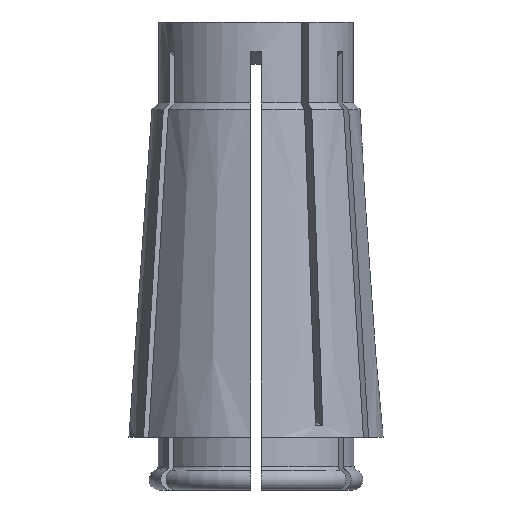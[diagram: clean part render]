
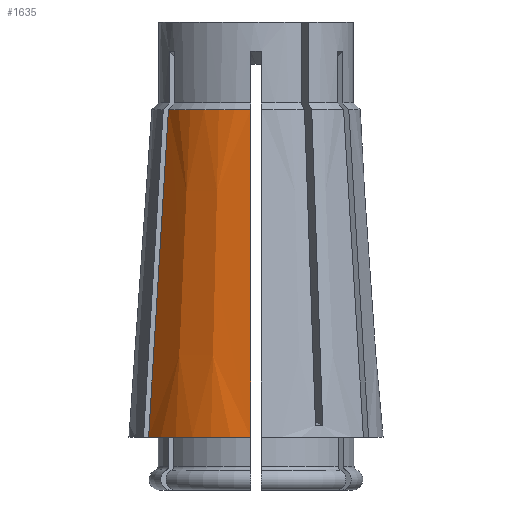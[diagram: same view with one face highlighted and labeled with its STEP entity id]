
A CAD part, front view. The second image highlights one B-rep face of the part: STEP entity #1635.
In plain terms, the highlighted conical face has half-angle 4 degrees and reference radius 12.25 mm.
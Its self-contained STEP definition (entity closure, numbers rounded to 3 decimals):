
#101 = CARTESIAN_POINT ( 'NONE',  ( -0.5, -11.951, -35.877 ) ) ;
#114 = CARTESIAN_POINT ( 'NONE',  ( -0.5, -10.39, -13.568 ) ) ;
#141 = DIRECTION ( 'NONE',  ( -1., 0., 0. ) ) ;
#379 = CIRCLE ( 'NONE', #1344, 12.25 ) ;
#393 = DIRECTION ( 'NONE',  ( 0., 0., 1. ) ) ;
#395 = VERTEX_POINT ( 'NONE', #3341 ) ;
#461 = CARTESIAN_POINT ( 'NONE',  ( -0.5, -10.151, -10.152 ) ) ;
#472 = VERTEX_POINT ( 'NONE', #1887 ) ;
#537 = B_SPLINE_CURVE_WITH_KNOTS ( 'NONE', 3,
 ( #1260, #732, #3039, #101, #2455, #3649, #114, #2159, #461, #764 ),
 .UNSPECIFIED., .F., .F.,
 ( 4, 3, 3, 4 ),
 ( 0.018, 0.022, 0.045, 0.05 ),
 .UNSPECIFIED. ) ;
#590 = CARTESIAN_POINT ( 'NONE',  ( -8.613, -5.55, -11.347 ) ) ;
#593 = DIRECTION ( 'NONE',  ( 1., 0., 0. ) ) ;
#650 = AXIS2_PLACEMENT_3D ( 'NONE', #1026, #3047, #141 ) ;
#698 = ORIENTED_EDGE ( 'NONE', *, *, #2892, .F. ) ;
#708 = EDGE_LOOP ( 'NONE', ( #698, #2711, #1786, #1171 ) ) ;
#732 = CARTESIAN_POINT ( 'NONE',  ( -0.5, -12.144, -38.626 ) ) ;
#764 = CARTESIAN_POINT ( 'NONE',  ( -0.5, -10.031, -8.444 ) ) ;
#888 = CARTESIAN_POINT ( 'NONE',  ( 0., 0., -8.444 ) ) ;
#969 = CARTESIAN_POINT ( 'NONE',  ( 0., 0., -40. ) ) ;
#1026 = CARTESIAN_POINT ( 'NONE',  ( 0., 0., -40. ) ) ;
#1069 = FACE_OUTER_BOUND ( 'NONE', #708, .T. ) ;
#1135 = CARTESIAN_POINT ( 'NONE',  ( -9.427, -6.02, -24.769 ) ) ;
#1171 = ORIENTED_EDGE ( 'NONE', *, *, #3758, .F. ) ;
#1235 = CARTESIAN_POINT ( 'NONE',  ( -0.5, -10.031, -8.444 ) ) ;
#1260 = CARTESIAN_POINT ( 'NONE',  ( -0.5, -12.24, -40. ) ) ;
#1344 = AXIS2_PLACEMENT_3D ( 'NONE', #969, #393, #2443 ) ;
#1432 = CARTESIAN_POINT ( 'NONE',  ( -8.789, -5.652, -14.25 ) ) ;
#1635 = ADVANCED_FACE ( 'NONE', ( #1069 ), #2257, .T. ) ;
#1786 = ORIENTED_EDGE ( 'NONE', *, *, #3168, .T. ) ;
#1880 = B_SPLINE_CURVE_WITH_KNOTS ( 'NONE', 3,
 ( #3217, #2649, #1135, #3205, #1432, #590, #3536 ),
 .UNSPECIFIED., .F., .F.,
 ( 4, 3, 4 ),
 ( 0., 0.023, 0.032 ),
 .UNSPECIFIED. ) ;
#1887 = CARTESIAN_POINT ( 'NONE',  ( -8.437, -5.449, -8.444 ) ) ;
#1983 = VERTEX_POINT ( 'NONE', #3310 ) ;
#2137 = CIRCLE ( 'NONE', #3577, 10.044 ) ;
#2159 = CARTESIAN_POINT ( 'NONE',  ( -0.5, -10.27, -11.86 ) ) ;
#2257 = CONICAL_SURFACE ( 'NONE', #650, 12.25, 0.07 ) ;
#2337 = DIRECTION ( 'NONE',  ( 0., 0., 1. ) ) ;
#2443 = DIRECTION ( 'NONE',  ( 1., 0., 0. ) ) ;
#2455 = CARTESIAN_POINT ( 'NONE',  ( -0.5, -11.431, -28.441 ) ) ;
#2565 = VERTEX_POINT ( 'NONE', #1235 ) ;
#2581 = EDGE_CURVE ( 'NONE', #395, #1983, #379, .T. ) ;
#2649 = CARTESIAN_POINT ( 'NONE',  ( -9.889, -6.287, -32.384 ) ) ;
#2711 = ORIENTED_EDGE ( 'NONE', *, *, #2581, .T. ) ;
#2892 = EDGE_CURVE ( 'NONE', #395, #472, #1880, .T. ) ;
#3039 = CARTESIAN_POINT ( 'NONE',  ( -0.5, -12.048, -37.251 ) ) ;
#3047 = DIRECTION ( 'NONE',  ( 0., 0., -1. ) ) ;
#3168 = EDGE_CURVE ( 'NONE', #1983, #2565, #537, .T. ) ;
#3205 = CARTESIAN_POINT ( 'NONE',  ( -8.965, -5.753, -17.153 ) ) ;
#3217 = CARTESIAN_POINT ( 'NONE',  ( -10.35, -6.553, -40. ) ) ;
#3310 = CARTESIAN_POINT ( 'NONE',  ( -0.5, -12.24, -40. ) ) ;
#3341 = CARTESIAN_POINT ( 'NONE',  ( -10.35, -6.553, -40. ) ) ;
#3536 = CARTESIAN_POINT ( 'NONE',  ( -8.437, -5.449, -8.444 ) ) ;
#3577 = AXIS2_PLACEMENT_3D ( 'NONE', #888, #2337, #593 ) ;
#3649 = CARTESIAN_POINT ( 'NONE',  ( -0.5, -10.91, -21.004 ) ) ;
#3758 = EDGE_CURVE ( 'NONE', #472, #2565, #2137, .T. ) ;
